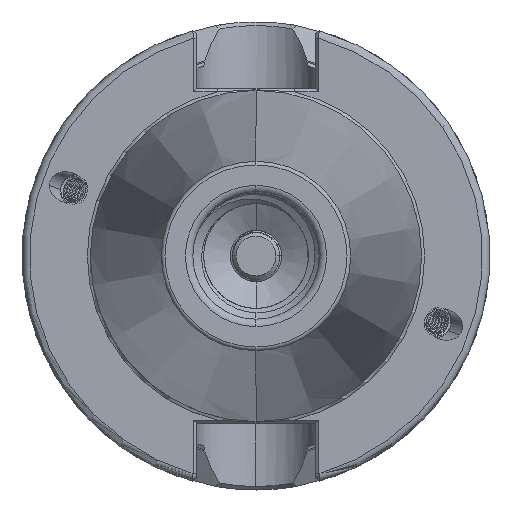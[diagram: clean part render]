
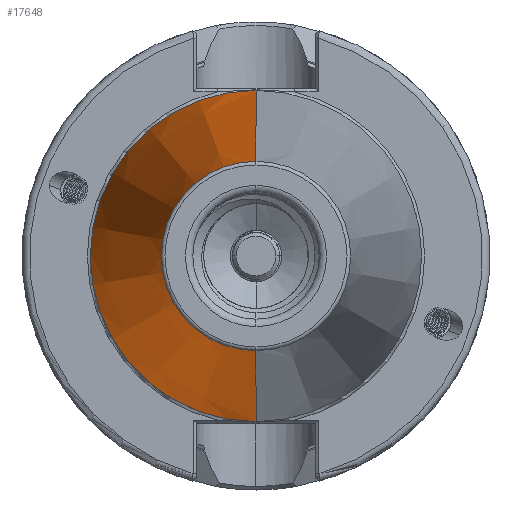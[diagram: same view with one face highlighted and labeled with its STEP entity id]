
A CAD part, left-side view. The second image highlights one B-rep face of the part: STEP entity #17648.
In plain terms, the highlighted conical face has half-angle 8.297 degrees and reference radius 22.298 mm.
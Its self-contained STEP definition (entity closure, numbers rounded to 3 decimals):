
#1906 = DIRECTION ( 'NONE',  ( 0.99, 0., 0.144 ) ) ;
#1910 = CARTESIAN_POINT ( 'NONE',  ( -1.5, 0., 22.298 ) ) ;
#1943 = CARTESIAN_POINT ( 'NONE',  ( -1.5, 0., -22.298 ) ) ;
#1999 = DIRECTION ( 'NONE',  ( 0.99, 0., -0.144 ) ) ;
#2012 = DIRECTION ( 'NONE',  ( 1., 0., 0. ) ) ;
#2013 = CARTESIAN_POINT ( 'NONE',  ( -66.972, 0., 0. ) ) ;
#2014 = DIRECTION ( 'NONE',  ( 1., 0., 0. ) ) ;
#2015 = DIRECTION ( 'NONE',  ( 0., 0., -1. ) ) ;
#2126 = CARTESIAN_POINT ( 'NONE',  ( -1.5, 0., 0. ) ) ;
#2889 = DIRECTION ( 'NONE',  ( 0., 0., -1. ) ) ;
#5039 = AXIS2_PLACEMENT_3D ( 'NONE', #2013, #2014, #2015 ) ;
#5044 = AXIS2_PLACEMENT_3D ( 'NONE', #2126, #2012, #2889 ) ;
#5742 = EDGE_LOOP ( 'NONE', ( #21128, #21079, #21167, #21136 ) ) ;
#6044 = VERTEX_POINT ( 'NONE', #20188 ) ;
#6064 = VERTEX_POINT ( 'NONE', #20261 ) ;
#6083 = VERTEX_POINT ( 'NONE', #20233 ) ;
#6084 = VERTEX_POINT ( 'NONE', #20237 ) ;
#7634 = VECTOR ( 'NONE', #1906, 1000. ) ;
#7635 = CIRCLE ( 'NONE', #5039, 12.75 ) ;
#7638 = LINE ( 'NONE', #1943, #7658 ) ;
#7654 = LINE ( 'NONE', #1910, #7634 ) ;
#7658 = VECTOR ( 'NONE', #1999, 1000. ) ;
#7711 = CIRCLE ( 'NONE', #5044, 22.298 ) ;
#8032 = FACE_OUTER_BOUND ( 'NONE', #5742, .T. ) ;
#8034 = CONICAL_SURFACE ( 'NONE', #19205, 22.298, 0.145 ) ;
#14639 = EDGE_CURVE ( 'NONE', #6083, #6044, #7654, .T. ) ;
#14653 = EDGE_CURVE ( 'NONE', #6084, #6064, #7638, .T. ) ;
#14657 = EDGE_CURVE ( 'NONE', #6084, #6083, #7635, .T. ) ;
#14675 = EDGE_CURVE ( 'NONE', #6064, #6044, #7711, .T. ) ;
#16449 = DIRECTION ( 'NONE',  ( 0., 0., -1. ) ) ;
#16457 = CARTESIAN_POINT ( 'NONE',  ( -1.5, 0., 0. ) ) ;
#16476 = DIRECTION ( 'NONE',  ( 1., 0., 0. ) ) ;
#17648 = ADVANCED_FACE ( 'NONE', ( #8032 ), #8034, .T. ) ;
#19205 = AXIS2_PLACEMENT_3D ( 'NONE', #16457, #16476, #16449 ) ;
#20188 = CARTESIAN_POINT ( 'NONE',  ( -1.5, 0., 22.298 ) ) ;
#20233 = CARTESIAN_POINT ( 'NONE',  ( -66.972, 0., 12.75 ) ) ;
#20237 = CARTESIAN_POINT ( 'NONE',  ( -66.972, 0., -12.75 ) ) ;
#20261 = CARTESIAN_POINT ( 'NONE',  ( -1.5, 0., -22.298 ) ) ;
#21079 = ORIENTED_EDGE ( 'NONE', *, *, #14639, .T. ) ;
#21128 = ORIENTED_EDGE ( 'NONE', *, *, #14657, .T. ) ;
#21136 = ORIENTED_EDGE ( 'NONE', *, *, #14653, .F. ) ;
#21167 = ORIENTED_EDGE ( 'NONE', *, *, #14675, .F. ) ;
